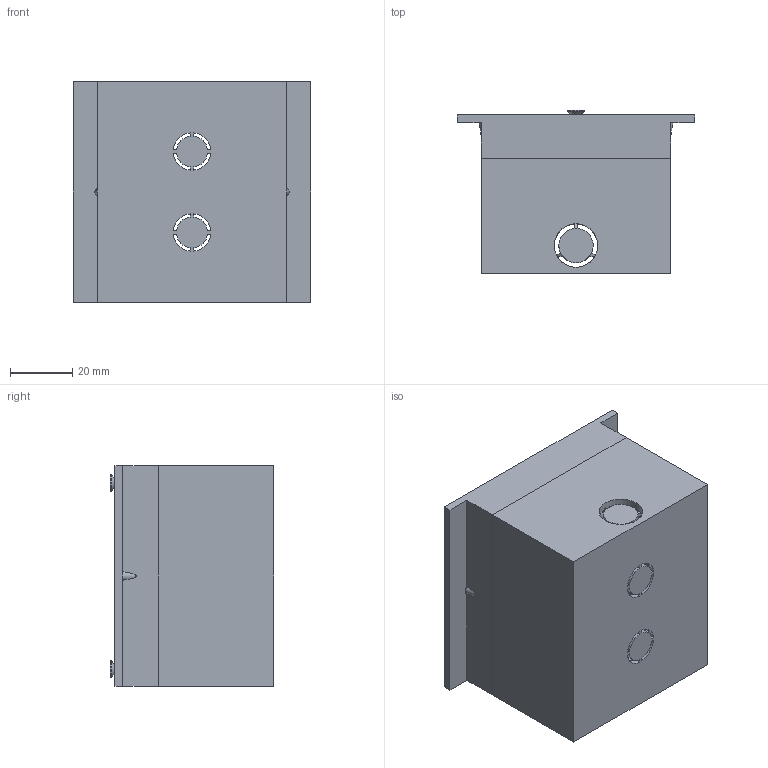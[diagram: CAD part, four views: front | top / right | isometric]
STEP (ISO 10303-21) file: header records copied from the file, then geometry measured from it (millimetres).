
FILE_DESCRIPTION (( 'STEP AP214' ), '1' );
FILE_NAME ('6288532.stp', '2020-09-17T08:10:49', ( '' ), ( '' ), 'SwSTEP 2.0', 'SolidWorks 2020', '' );
FILE_SCHEMA (( 'AUTOMOTIVE_DESIGN' ));
Length unit declared in the file: millimetre
Products named in the file (4): 031440_Standard; 031441_Standard; 6288532; 35050381_Standard
Assembly tree (4 placements, depth 2):
  6288532
    031441_Standard
    031440_Standard
    35050381_Standard  x2
Bounding box: 76.25 x 52.5 x 70.9 mm (x, y, z)
Volume: 45221.2 mm3; surface area: 39763.5 mm2
Topology: 4 solids, 4 shells, 182 faces, 493 edges, 320 vertices
Faces by surface type: plane 121, cylinder 51, cone 10
Entity records: 5343 total; most frequent: CARTESIAN_POINT 959, ORIENTED_EDGE 886, DIRECTION 865, EDGE_CURVE 443, VECTOR 317, LINE 317, VERTEX_POINT 288, AXIS2_PLACEMENT_3D 274
